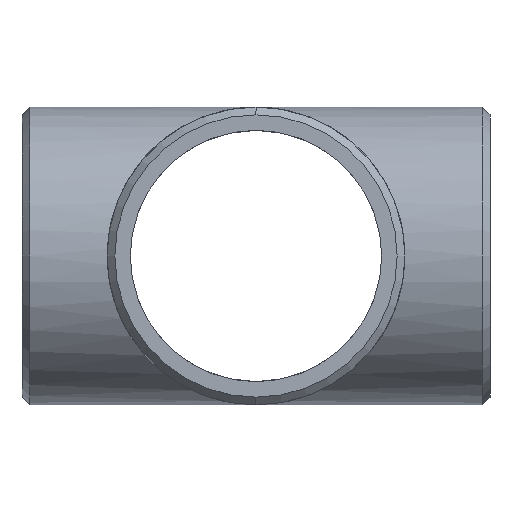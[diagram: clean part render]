
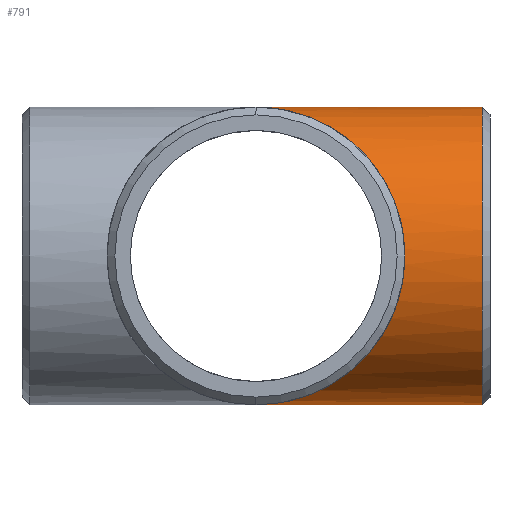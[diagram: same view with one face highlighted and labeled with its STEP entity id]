
A CAD part, left-side view. The second image highlights one B-rep face of the part: STEP entity #791.
In plain terms, the highlighted cylindrical face has radius 177.8 mm (diameter 355.6 mm), a partial arc.
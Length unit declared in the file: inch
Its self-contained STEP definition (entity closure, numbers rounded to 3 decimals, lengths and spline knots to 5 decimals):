
#24 = CYLINDRICAL_SURFACE ( 'NONE', #300, 7. ) ;
#26 = CARTESIAN_POINT ( 'NONE',  ( 0., 0., -7. ) ) ;
#36 = CARTESIAN_POINT ( 'NONE',  ( 0., -10.63533, 7. ) ) ;
#55 =( BOUNDED_CURVE ( )  B_SPLINE_CURVE ( 3, ( #26, #350, #218, #704 ),
 .UNSPECIFIED., .F., .T. ) 
 B_SPLINE_CURVE_WITH_KNOTS ( ( 4, 4 ),
 ( 4.71239, 7.85398 ),
 .UNSPECIFIED. ) 
 CURVE ( )  GEOMETRIC_REPRESENTATION_ITEM ( )  RATIONAL_B_SPLINE_CURVE ( ( 1., 0.333, 0.333, 1. ) ) 
 REPRESENTATION_ITEM ( '' )  );
#69 = EDGE_CURVE ( 'NONE', #378, #173, #558, .T. ) ;
#80 = ORIENTED_EDGE ( 'NONE', *, *, #752, .T. ) ;
#153 = FACE_OUTER_BOUND ( 'NONE', #246, .T. ) ;
#159 = CARTESIAN_POINT ( 'NONE',  ( 0., -10.63533, 0. ) ) ;
#173 = VERTEX_POINT ( 'NONE', #315 ) ;
#196 = VECTOR ( 'NONE', #557, 39.37008 ) ;
#213 = DIRECTION ( 'NONE',  ( 0., 1., 0. ) ) ;
#218 = CARTESIAN_POINT ( 'NONE',  ( -14., -14., 7. ) ) ;
#240 = EDGE_CURVE ( 'NONE', #173, #718, #55, .T. ) ;
#246 = EDGE_LOOP ( 'NONE', ( #699, #80, #338, #552 ) ) ;
#257 = EDGE_CURVE ( 'NONE', #378, #540, #535, .T. ) ;
#300 = AXIS2_PLACEMENT_3D ( 'NONE', #523, #715, #703 ) ;
#315 = CARTESIAN_POINT ( 'NONE',  ( 0., 0., -7. ) ) ;
#338 = ORIENTED_EDGE ( 'NONE', *, *, #240, .F. ) ;
#350 = CARTESIAN_POINT ( 'NONE',  ( -14., -14., -7. ) ) ;
#378 = VERTEX_POINT ( 'NONE', #648 ) ;
#384 = DIRECTION ( 'NONE',  ( 0., 1., 0. ) ) ;
#412 = VECTOR ( 'NONE', #384, 39.37008 ) ;
#422 = CARTESIAN_POINT ( 'NONE',  ( 0., 0., 7. ) ) ;
#432 = LINE ( 'NONE', #804, #196 ) ;
#523 = CARTESIAN_POINT ( 'NONE',  ( 0., -11., 0. ) ) ;
#535 = CIRCLE ( 'NONE', #634, 7. ) ;
#540 = VERTEX_POINT ( 'NONE', #36 ) ;
#552 = ORIENTED_EDGE ( 'NONE', *, *, #69, .F. ) ;
#557 = DIRECTION ( 'NONE',  ( 0., 1., 0. ) ) ;
#558 = LINE ( 'NONE', #745, #412 ) ;
#634 = AXIS2_PLACEMENT_3D ( 'NONE', #159, #213, #758 ) ;
#648 = CARTESIAN_POINT ( 'NONE',  ( 0., -10.63533, -7. ) ) ;
#699 = ORIENTED_EDGE ( 'NONE', *, *, #257, .T. ) ;
#703 = DIRECTION ( 'NONE',  ( 0., 0., -1. ) ) ;
#704 = CARTESIAN_POINT ( 'NONE',  ( 0., 0., 7. ) ) ;
#715 = DIRECTION ( 'NONE',  ( 0., 1., 0. ) ) ;
#718 = VERTEX_POINT ( 'NONE', #422 ) ;
#745 = CARTESIAN_POINT ( 'NONE',  ( 0., -11., -7. ) ) ;
#752 = EDGE_CURVE ( 'NONE', #540, #718, #432, .T. ) ;
#758 = DIRECTION ( 'NONE',  ( 0., 0., -1. ) ) ;
#791 = ADVANCED_FACE ( 'NONE', ( #153 ), #24, .T. ) ;
#804 = CARTESIAN_POINT ( 'NONE',  ( 0., -11., 7. ) ) ;
